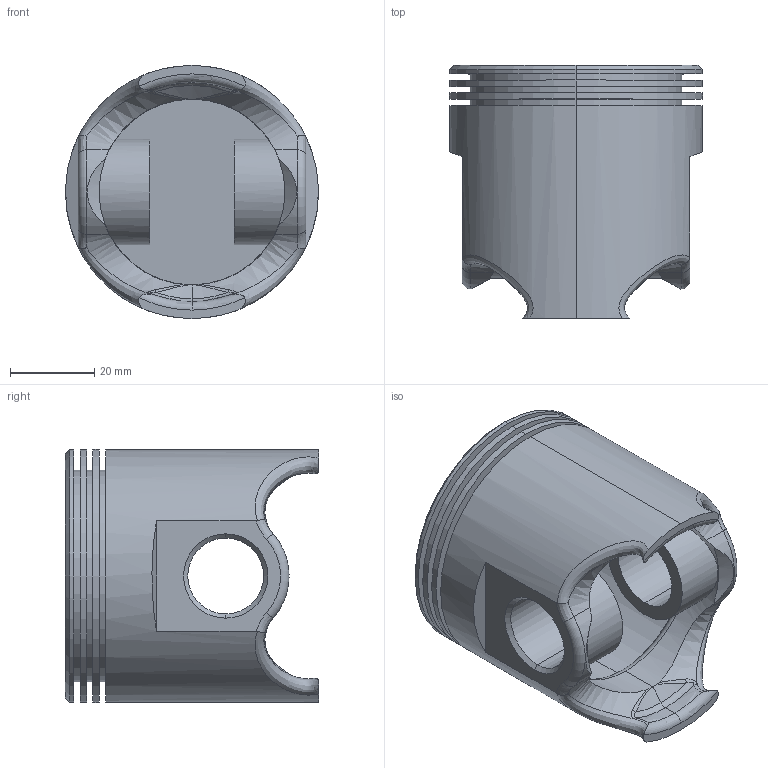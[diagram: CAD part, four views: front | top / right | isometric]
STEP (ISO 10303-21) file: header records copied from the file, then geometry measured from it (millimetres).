
FILE_DESCRIPTION (( 'STEP AP203' ), '1' );
FILE_NAME ('piston_Default_sldprt.STEP', '2025-10-06T18:16:29', ( '' ), ( '' ), 'SwSTEP 2.0', 'SolidWorks 2025', '' );
FILE_SCHEMA (( 'CONFIG_CONTROL_DESIGN' ));
Length unit declared in the file: millimetre
Products named in the file (1): piston_Default_sldprt
Bounding box: 60 x 60 x 60 mm (x, y, z)
Volume: 65569.2 mm3; surface area: 29683.9 mm2
Topology: 1 solids, 1 shells, 96 faces, 234 edges, 146 vertices
Faces by surface type: cylinder 31, bspline 24, plane 16, cone 14, torus 11
Entity records: 5243 total; most frequent: CARTESIAN_POINT 3092, ORIENTED_EDGE 468, DIRECTION 389, EDGE_CURVE 234, AXIS2_PLACEMENT_3D 172, VERTEX_POINT 146, EDGE_LOOP 106, CIRCLE 99
